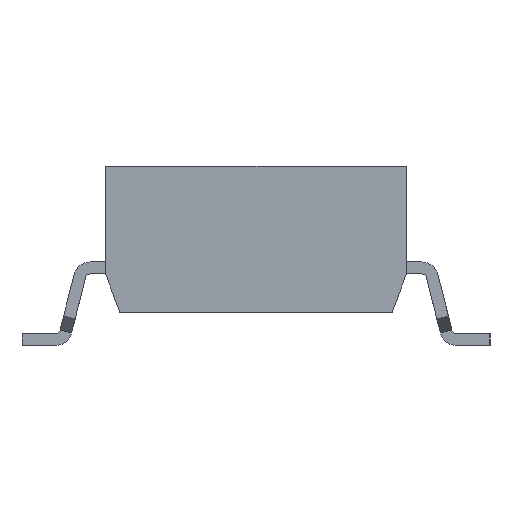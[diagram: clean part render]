
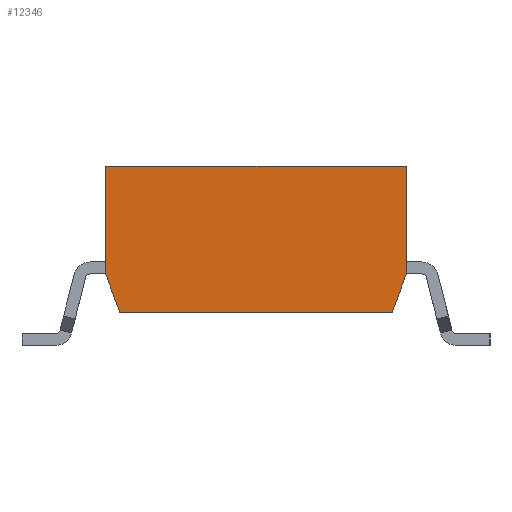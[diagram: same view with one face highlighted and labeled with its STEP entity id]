
A CAD part, left-side view. The second image highlights one B-rep face of the part: STEP entity #12346.
In plain terms, the highlighted planar face has unit normal (-1, 0, 0).
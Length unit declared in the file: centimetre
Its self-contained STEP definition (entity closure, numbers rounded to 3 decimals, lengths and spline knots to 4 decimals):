
#1263=FACE_OUTER_BOUND('',#1952,.T.);
#1952=EDGE_LOOP('',(#11201,#11202,#11203,#11204,#11205,#11206));
#3148=LINE('',#20878,#4547);
#3321=LINE('',#21231,#4720);
#3334=LINE('',#21249,#4733);
#3347=LINE('',#21265,#4746);
#3350=LINE('',#21269,#4749);
#3352=LINE('',#21273,#4751);
#4547=VECTOR('',#15461,1.);
#4720=VECTOR('',#15792,1.);
#4733=VECTOR('',#15807,1.);
#4746=VECTOR('',#15822,1.);
#4749=VECTOR('',#15827,1.);
#4751=VECTOR('',#15833,1.);
#5783=VERTEX_POINT('',#20875);
#5784=VERTEX_POINT('',#20877);
#5884=VERTEX_POINT('',#21229);
#5885=VERTEX_POINT('',#21230);
#5888=VERTEX_POINT('',#21247);
#5889=VERTEX_POINT('',#21248);
#7460=EDGE_CURVE('',#5784,#5783,#3148,.T.);
#7633=EDGE_CURVE('',#5884,#5885,#3321,.T.);
#7646=EDGE_CURVE('',#5888,#5889,#3334,.T.);
#7659=EDGE_CURVE('',#5884,#5783,#3347,.T.);
#7662=EDGE_CURVE('',#5889,#5784,#3350,.T.);
#7664=EDGE_CURVE('',#5888,#5885,#3352,.T.);
#11201=ORIENTED_EDGE('',*,*,#7633,.T.);
#11202=ORIENTED_EDGE('',*,*,#7664,.F.);
#11203=ORIENTED_EDGE('',*,*,#7646,.T.);
#11204=ORIENTED_EDGE('',*,*,#7662,.T.);
#11205=ORIENTED_EDGE('',*,*,#7460,.T.);
#11206=ORIENTED_EDGE('',*,*,#7659,.F.);
#11684=PLANE('',#13051);
#12346=ADVANCED_FACE('',(#1263),#11684,.T.);
#13051=AXIS2_PLACEMENT_3D('',#21272,#15831,#15832);
#15461=DIRECTION('',(0.,1.,0.));
#15792=DIRECTION('',(0.,-0.351,-0.936));
#15807=DIRECTION('',(0.,-0.351,0.936));
#15822=DIRECTION('',(0.,0.,1.));
#15827=DIRECTION('',(0.,0.,1.));
#15831=DIRECTION('center_axis',(-1.,0.,0.));
#15832=DIRECTION('ref_axis',(0.,0.,1.));
#15833=DIRECTION('',(0.,1.,0.));
#20875=CARTESIAN_POINT('',(-1.195,0.315,0.305));
#20877=CARTESIAN_POINT('',(-1.195,-0.315,0.305));
#20878=CARTESIAN_POINT('',(-1.195,-0.315,0.305));
#21229=CARTESIAN_POINT('',(-1.195,0.315,0.08));
#21230=CARTESIAN_POINT('',(-1.195,0.285,0.));
#21231=CARTESIAN_POINT('',(-1.195,0.263,-0.0586));
#21247=CARTESIAN_POINT('',(-1.195,-0.285,0.));
#21248=CARTESIAN_POINT('',(-1.195,-0.315,0.08));
#21249=CARTESIAN_POINT('',(-1.195,-0.2868,0.0049));
#21265=CARTESIAN_POINT('',(-1.195,0.315,0.));
#21269=CARTESIAN_POINT('',(-1.195,-0.315,0.));
#21272=CARTESIAN_POINT('Origin',(-1.195,-0.315,0.));
#21273=CARTESIAN_POINT('',(-1.195,-0.315,0.));
